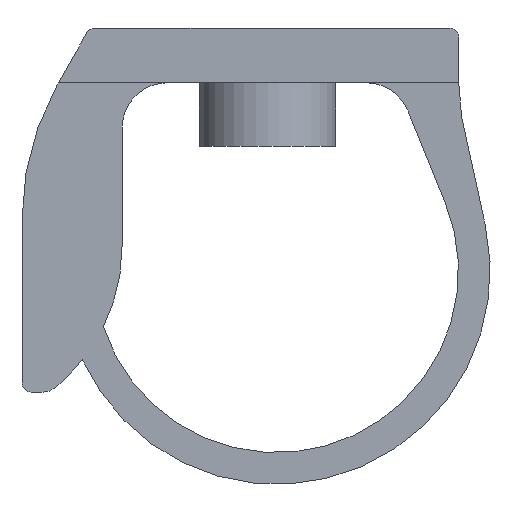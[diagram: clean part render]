
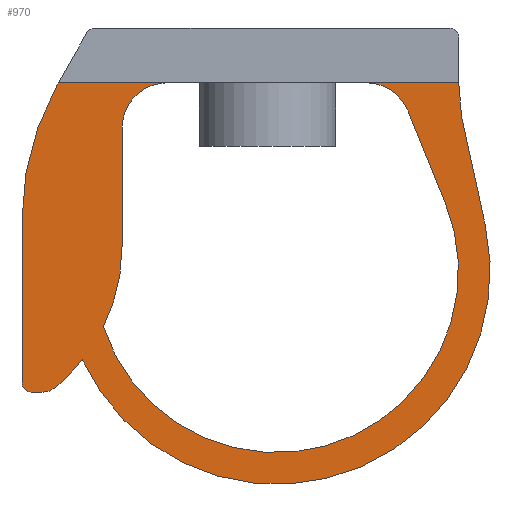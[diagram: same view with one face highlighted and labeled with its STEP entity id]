
A CAD part, front view. The second image highlights one B-rep face of the part: STEP entity #970.
In plain terms, the highlighted planar face has unit normal (0, -1, 0).
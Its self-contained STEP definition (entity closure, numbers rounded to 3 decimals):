
#423=AXIS2_PLACEMENT_3D('Circle Axis2P3D',#421,#422,$) ;
#454=AXIS2_PLACEMENT_3D('Circle Axis2P3D',#452,#453,$) ;
#545=AXIS2_PLACEMENT_3D('Circle Axis2P3D',#543,#544,$) ;
#569=AXIS2_PLACEMENT_3D('Circle Axis2P3D',#567,#568,$) ;
#600=AXIS2_PLACEMENT_3D('Circle Axis2P3D',#598,#599,$) ;
#631=AXIS2_PLACEMENT_3D('Circle Axis2P3D',#629,#630,$) ;
#693=AXIS2_PLACEMENT_3D('Circle Axis2P3D',#691,#692,$) ;
#746=AXIS2_PLACEMENT_3D('Circle Axis2P3D',#744,#745,$) ;
#808=AXIS2_PLACEMENT_3D('Circle Axis2P3D',#806,#807,$) ;
#948=AXIS2_PLACEMENT_3D('Plane Axis2P3D',#945,#946,#947) ;
#50=CARTESIAN_POINT('Vertex',(3.78,9.,4.4)) ;
#53=CARTESIAN_POINT('Line Origine',(4.29,9.,4.4)) ;
#57=CARTESIAN_POINT('Vertex',(4.8,9.,4.4)) ;
#78=CARTESIAN_POINT('Vertex',(0.402,9.,4.4)) ;
#81=CARTESIAN_POINT('Line Origine',(1.001,9.,4.4)) ;
#85=CARTESIAN_POINT('Vertex',(1.6,9.,4.4)) ;
#202=CARTESIAN_POINT('Vertex',(0.39,9.,4.379)) ;
#205=CARTESIAN_POINT('Line Origine',(0.396,9.,4.389)) ;
#381=CARTESIAN_POINT('Line Origine',(4.447,9.,3.588)) ;
#385=CARTESIAN_POINT('Vertex',(4.651,9.,3.088)) ;
#387=CARTESIAN_POINT('Vertex',(4.244,9.,4.088)) ;
#421=CARTESIAN_POINT('Axis2P3D Location',(3.78,9.,3.9)) ;
#449=CARTESIAN_POINT('Vertex',(0.895,9.,1.718)) ;
#452=CARTESIAN_POINT('Axis2P3D Location',(2.798,9.,2.334)) ;
#474=CARTESIAN_POINT('Line Origine',(4.817,9.,4.21)) ;
#478=CARTESIAN_POINT('Vertex',(4.833,9.,4.021)) ;
#505=CARTESIAN_POINT('Line Origine',(4.963,9.,3.428)) ;
#509=CARTESIAN_POINT('Vertex',(5.092,9.,2.836)) ;
#543=CARTESIAN_POINT('Axis2P3D Location',(2.798,9.,2.334)) ;
#547=CARTESIAN_POINT('Vertex',(0.664,9.,1.353)) ;
#567=CARTESIAN_POINT('Axis2P3D Location',(3.,9.,2.9)) ;
#571=CARTESIAN_POINT('Vertex',(0.,9.,2.9)) ;
#598=CARTESIAN_POINT('Axis2P3D Location',(-0.9,9.,2.6)) ;
#602=CARTESIAN_POINT('Vertex',(0.357,9.,1.044)) ;
#629=CARTESIAN_POINT('Axis2P3D Location',(0.231,9.,1.2)) ;
#633=CARTESIAN_POINT('Vertex',(0.231,9.,1.)) ;
#660=CARTESIAN_POINT('Line Origine',(0.166,9.,1.)) ;
#664=CARTESIAN_POINT('Vertex',(0.1,9.,1.)) ;
#691=CARTESIAN_POINT('Axis2P3D Location',(0.1,9.,1.1)) ;
#695=CARTESIAN_POINT('Vertex',(0.,9.,1.1)) ;
#722=CARTESIAN_POINT('Line Origine',(0.,9.,2.)) ;
#744=CARTESIAN_POINT('Axis2P3D Location',(1.6,9.,3.9)) ;
#748=CARTESIAN_POINT('Vertex',(1.1,9.,3.9)) ;
#775=CARTESIAN_POINT('Line Origine',(1.1,9.,3.25)) ;
#779=CARTESIAN_POINT('Vertex',(1.1,9.,2.6)) ;
#806=CARTESIAN_POINT('Axis2P3D Location',(-0.9,9.,2.6)) ;
#945=CARTESIAN_POINT('Axis2P3D Location',(2.7,9.,5.)) ;
#54=DIRECTION('Vector Direction',(-1.,0.,0.)) ;
#82=DIRECTION('Vector Direction',(-1.,0.,0.)) ;
#206=DIRECTION('Vector Direction',(-0.493,0.,-0.87)) ;
#382=DIRECTION('Vector Direction',(0.377,0.,-0.926)) ;
#422=DIRECTION('Axis2P3D Direction',(0.,1.,0.)) ;
#453=DIRECTION('Axis2P3D Direction',(0.,1.,0.)) ;
#475=DIRECTION('Vector Direction',(-0.087,0.,0.996)) ;
#506=DIRECTION('Vector Direction',(-0.214,0.,0.977)) ;
#544=DIRECTION('Axis2P3D Direction',(0.,1.,0.)) ;
#568=DIRECTION('Axis2P3D Direction',(0.,1.,0.)) ;
#599=DIRECTION('Axis2P3D Direction',(0.,1.,0.)) ;
#630=DIRECTION('Axis2P3D Direction',(0.,1.,0.)) ;
#661=DIRECTION('Vector Direction',(-1.,0.,0.)) ;
#692=DIRECTION('Axis2P3D Direction',(0.,1.,0.)) ;
#723=DIRECTION('Vector Direction',(0.,0.,1.)) ;
#745=DIRECTION('Axis2P3D Direction',(0.,1.,0.)) ;
#776=DIRECTION('Vector Direction',(0.,0.,1.)) ;
#807=DIRECTION('Axis2P3D Direction',(0.,1.,0.)) ;
#946=DIRECTION('Axis2P3D Direction',(0.,1.,0.)) ;
#947=DIRECTION('Axis2P3D XDirection',(-1.,0.,0.)) ;
#55=VECTOR('Line Direction',#54,1.) ;
#83=VECTOR('Line Direction',#82,1.) ;
#207=VECTOR('Line Direction',#206,1.) ;
#383=VECTOR('Line Direction',#382,1.) ;
#476=VECTOR('Line Direction',#475,1.) ;
#507=VECTOR('Line Direction',#506,1.) ;
#662=VECTOR('Line Direction',#661,1.) ;
#724=VECTOR('Line Direction',#723,1.) ;
#777=VECTOR('Line Direction',#776,1.) ;
#951=ORIENTED_EDGE('',*,*,#59,.T.) ;
#952=ORIENTED_EDGE('',*,*,#425,.F.) ;
#953=ORIENTED_EDGE('',*,*,#389,.F.) ;
#954=ORIENTED_EDGE('',*,*,#456,.F.) ;
#955=ORIENTED_EDGE('',*,*,#810,.F.) ;
#956=ORIENTED_EDGE('',*,*,#781,.F.) ;
#957=ORIENTED_EDGE('',*,*,#750,.F.) ;
#958=ORIENTED_EDGE('',*,*,#87,.T.) ;
#959=ORIENTED_EDGE('',*,*,#209,.F.) ;
#960=ORIENTED_EDGE('',*,*,#573,.F.) ;
#961=ORIENTED_EDGE('',*,*,#726,.F.) ;
#962=ORIENTED_EDGE('',*,*,#697,.F.) ;
#963=ORIENTED_EDGE('',*,*,#666,.F.) ;
#964=ORIENTED_EDGE('',*,*,#635,.F.) ;
#965=ORIENTED_EDGE('',*,*,#604,.F.) ;
#966=ORIENTED_EDGE('',*,*,#549,.F.) ;
#967=ORIENTED_EDGE('',*,*,#511,.F.) ;
#968=ORIENTED_EDGE('',*,*,#480,.F.) ;
#970=ADVANCED_FACE('S3D gedreht',(#969),#949,.F.) ;
#424=CIRCLE('generated circle',#423,0.5) ;
#455=CIRCLE('generated circle',#454,2.) ;
#546=CIRCLE('generated circle',#545,2.348) ;
#570=CIRCLE('generated circle',#569,3.) ;
#601=CIRCLE('generated circle',#600,2.) ;
#632=CIRCLE('generated circle',#631,0.2) ;
#694=CIRCLE('generated circle',#693,0.1) ;
#747=CIRCLE('generated circle',#746,0.5) ;
#809=CIRCLE('generated circle',#808,2.) ;
#59=EDGE_CURVE('',#58,#51,#56,.T.) ;
#87=EDGE_CURVE('',#86,#79,#84,.T.) ;
#209=EDGE_CURVE('',#203,#79,#208,.F.) ;
#389=EDGE_CURVE('',#386,#388,#384,.F.) ;
#425=EDGE_CURVE('',#388,#51,#424,.F.) ;
#456=EDGE_CURVE('',#450,#386,#455,.F.) ;
#480=EDGE_CURVE('',#58,#479,#477,.F.) ;
#511=EDGE_CURVE('',#479,#510,#508,.F.) ;
#549=EDGE_CURVE('',#510,#548,#546,.T.) ;
#573=EDGE_CURVE('',#572,#203,#570,.T.) ;
#604=EDGE_CURVE('',#548,#603,#601,.T.) ;
#635=EDGE_CURVE('',#603,#634,#632,.T.) ;
#666=EDGE_CURVE('',#634,#665,#663,.T.) ;
#697=EDGE_CURVE('',#665,#696,#694,.T.) ;
#726=EDGE_CURVE('',#696,#572,#725,.T.) ;
#750=EDGE_CURVE('',#86,#749,#747,.F.) ;
#781=EDGE_CURVE('',#749,#780,#778,.F.) ;
#810=EDGE_CURVE('',#780,#450,#809,.T.) ;
#950=EDGE_LOOP('',(#951,#952,#953,#954,#955,#956,#957,#958,#959,#960,#961,#962,#963,#964,#965,#966,#967,#968)) ;
#969=FACE_OUTER_BOUND('',#950,.T.) ;
#56=LINE('Line',#53,#55) ;
#84=LINE('Line',#81,#83) ;
#208=LINE('Line',#205,#207) ;
#384=LINE('Line',#381,#383) ;
#477=LINE('Line',#474,#476) ;
#508=LINE('Line',#505,#507) ;
#663=LINE('Line',#660,#662) ;
#725=LINE('Line',#722,#724) ;
#778=LINE('Line',#775,#777) ;
#949=PLANE('',#948) ;
#51=VERTEX_POINT('',#50) ;
#58=VERTEX_POINT('',#57) ;
#79=VERTEX_POINT('',#78) ;
#86=VERTEX_POINT('',#85) ;
#203=VERTEX_POINT('',#202) ;
#386=VERTEX_POINT('',#385) ;
#388=VERTEX_POINT('',#387) ;
#450=VERTEX_POINT('',#449) ;
#479=VERTEX_POINT('',#478) ;
#510=VERTEX_POINT('',#509) ;
#548=VERTEX_POINT('',#547) ;
#572=VERTEX_POINT('',#571) ;
#603=VERTEX_POINT('',#602) ;
#634=VERTEX_POINT('',#633) ;
#665=VERTEX_POINT('',#664) ;
#696=VERTEX_POINT('',#695) ;
#749=VERTEX_POINT('',#748) ;
#780=VERTEX_POINT('',#779) ;
